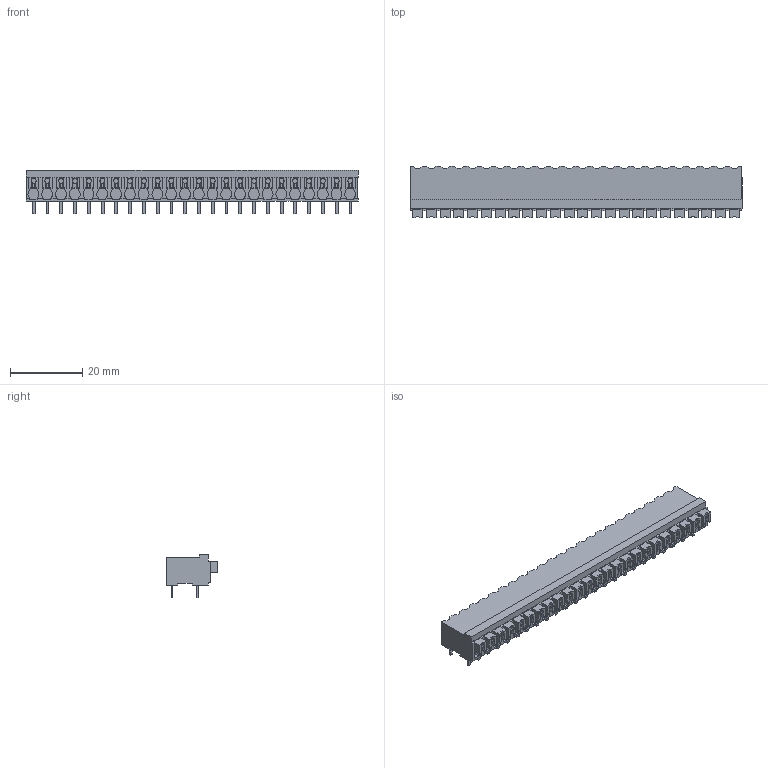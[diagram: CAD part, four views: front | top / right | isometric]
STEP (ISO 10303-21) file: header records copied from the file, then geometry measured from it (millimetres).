
FILE_DESCRIPTION(('CATIA V5 STEP Exchange','CAx-IF Rec.Pracs.--- Model Styling and Organization---1.2---2011-12-15'),'2;1');
FILE_NAME ('D1457982_0', '2018-03-22T09:25:26+00:00', ('none'), ('Weidmueller'), 'CATIA Version 5-6 Release 2014', 'CATIA V5 STEP AP214', 'none');
FILE_SCHEMA(('AUTOMOTIVE_DESIGN { 1 0 10303 214 1 1 1 1 }'));
Products named in the file (1): 1871310000
Bounding box: 91.83 x 14.3 x 12 mm (x, y, z)
Volume: 7877.3 mm3; surface area: 7284.6 mm2
Topology: 73 solids, 73 shells, 1840 faces, 5189 edges, 3471 vertices
Faces by surface type: plane 1552, cylinder 288
Entity records: 56765 total; most frequent: CARTESIAN_POINT 10653, ORIENTED_EDGE 10378, DIRECTION 7253, EDGE_CURVE 5189, VECTOR 4589, LINE 4589, VERTEX_POINT 3471, EDGE_LOOP 1864
